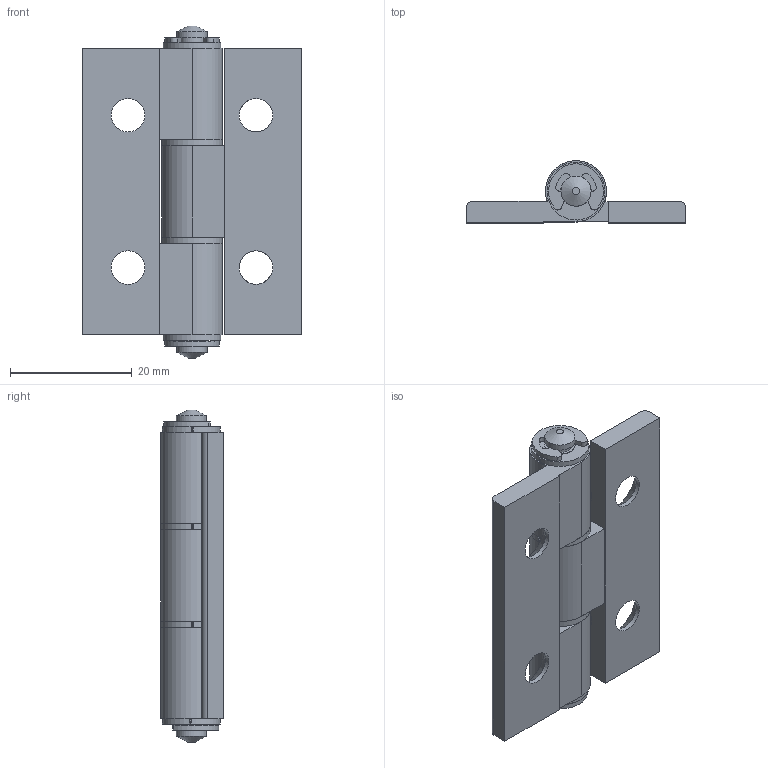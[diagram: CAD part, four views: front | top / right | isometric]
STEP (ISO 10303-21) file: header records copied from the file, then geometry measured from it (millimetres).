
FILE_DESCRIPTION(/* description */ (''),/* implementation_level */ '2;1');
FILE_NAME(/* name */ 'HA4736.stp',/* time_stamp */ '2025-01-09T14:36:39+09:00',/* author */ ('user'),/* organization */ (''),/* preprocessor_version */ 'ST-DEVELOPER v15.6',/* originating_system */ 'Autodesk Inventor 2015',/* authorisation */ '');
FILE_SCHEMA (('AUTOMOTIVE_DESIGN { 1 0 10303 214 3 1 1 }'));
Length unit declared in the file: millimetre
Products named in the file (7): 4736날개ㄷ; 4736날개ㅓ; E링(Ø4); 부싱(Ø9.5, Ø6.9, Ø5, 0.9T, 14L); 부싱(Ø10, Ø6.8, Ø5, 1.0T, 6.6L); 핀(Ø5, 55L, 49L); HA4736
Bounding box: 36 x 10.2 x 54.5 mm (x, y, z)
Volume: 7589.1 mm3; surface area: 8967.6 mm2
Topology: 9 solids, 9 shells, 120 faces, 294 edges, 194 vertices
Faces by surface type: plane 61, cylinder 53, cone 6
Full cylindrical faces by diameter (mm): 4 x2, 4.95 x3, 5.5 x4, 6.9 x3
Entity records: 2602 total; most frequent: DIRECTION 458, CARTESIAN_POINT 420, ORIENTED_EDGE 368, EDGE_CURVE 184, AXIS2_PLACEMENT_3D 176, VERTEX_POINT 132, EDGE_LOOP 118, LINE 106
